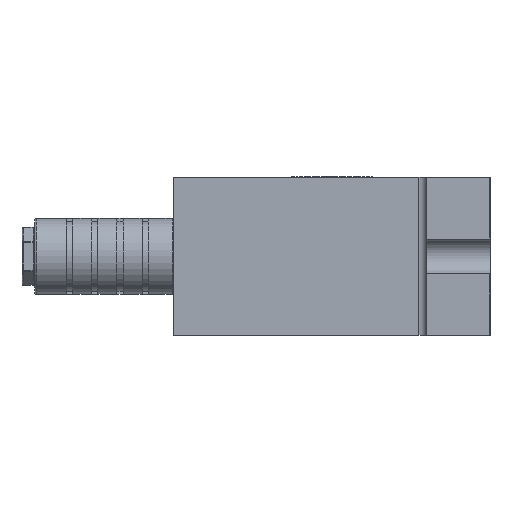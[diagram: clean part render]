
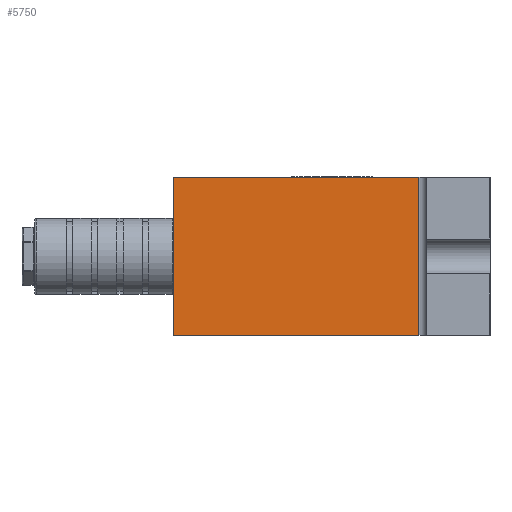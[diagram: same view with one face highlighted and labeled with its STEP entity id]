
A CAD part, left-side view. The second image highlights one B-rep face of the part: STEP entity #5750.
In plain terms, the highlighted planar face has unit normal (-1, 0, 0).
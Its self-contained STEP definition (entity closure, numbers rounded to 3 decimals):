
#48 = DIRECTION ( 'NONE',  ( 0., 0., -1. ) ) ;
#138 = ORIENTED_EDGE ( 'NONE', *, *, #3505, .T. ) ;
#184 = CARTESIAN_POINT ( 'NONE',  ( -50., 50., -25. ) ) ;
#716 = CARTESIAN_POINT ( 'NONE',  ( -50., 50., -25. ) ) ;
#1168 = EDGE_CURVE ( 'NONE', #6973, #5164, #4483, .T. ) ;
#1205 = CARTESIAN_POINT ( 'NONE',  ( -50., -27.5, 25. ) ) ;
#1239 = DIRECTION ( 'NONE',  ( 0., 0., 1. ) ) ;
#1251 = DIRECTION ( 'NONE',  ( 0., 0., 1. ) ) ;
#1370 = LINE ( 'NONE', #716, #6093 ) ;
#1646 = PLANE ( 'NONE',  #6590 ) ;
#1853 = EDGE_CURVE ( 'NONE', #2152, #3139, #1370, .T. ) ;
#2152 = VERTEX_POINT ( 'NONE', #184 ) ;
#2256 = FACE_OUTER_BOUND ( 'NONE', #6088, .T. ) ;
#2263 = CARTESIAN_POINT ( 'NONE',  ( -50., 50., 25. ) ) ;
#2327 = DIRECTION ( 'NONE',  ( 0., 1., 0. ) ) ;
#2448 = CARTESIAN_POINT ( 'NONE',  ( -50., 50., 25. ) ) ;
#2452 = EDGE_CURVE ( 'NONE', #6973, #2152, #2634, .T. ) ;
#2564 = VECTOR ( 'NONE', #1251, 1000. ) ;
#2634 = LINE ( 'NONE', #5530, #6318 ) ;
#2868 = ORIENTED_EDGE ( 'NONE', *, *, #1853, .F. ) ;
#3139 = VERTEX_POINT ( 'NONE', #2263 ) ;
#3148 = DIRECTION ( 'NONE',  ( 0., 1., 0. ) ) ;
#3479 = LINE ( 'NONE', #2448, #3568 ) ;
#3505 = EDGE_CURVE ( 'NONE', #5164, #3139, #3479, .T. ) ;
#3568 = VECTOR ( 'NONE', #3148, 1000. ) ;
#3704 = CARTESIAN_POINT ( 'NONE',  ( -50., -27.5, 25. ) ) ;
#3720 = ORIENTED_EDGE ( 'NONE', *, *, #1168, .T. ) ;
#4208 = ORIENTED_EDGE ( 'NONE', *, *, #2452, .F. ) ;
#4483 = LINE ( 'NONE', #1205, #2564 ) ;
#4684 = CARTESIAN_POINT ( 'NONE',  ( -50., -27.5, -25. ) ) ;
#5164 = VERTEX_POINT ( 'NONE', #3704 ) ;
#5420 = DIRECTION ( 'NONE',  ( 1., 0., 0. ) ) ;
#5444 = CARTESIAN_POINT ( 'NONE',  ( -50., 50., -25. ) ) ;
#5530 = CARTESIAN_POINT ( 'NONE',  ( -50., 50., -25. ) ) ;
#5750 = ADVANCED_FACE ( 'NONE', ( #2256 ), #1646, .F. ) ;
#6088 = EDGE_LOOP ( 'NONE', ( #4208, #3720, #138, #2868 ) ) ;
#6093 = VECTOR ( 'NONE', #1239, 1000. ) ;
#6318 = VECTOR ( 'NONE', #2327, 1000. ) ;
#6590 = AXIS2_PLACEMENT_3D ( 'NONE', #5444, #5420, #48 ) ;
#6973 = VERTEX_POINT ( 'NONE', #4684 ) ;
